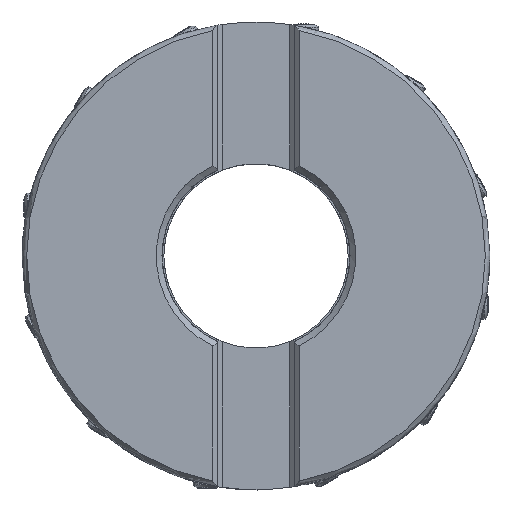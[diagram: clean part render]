
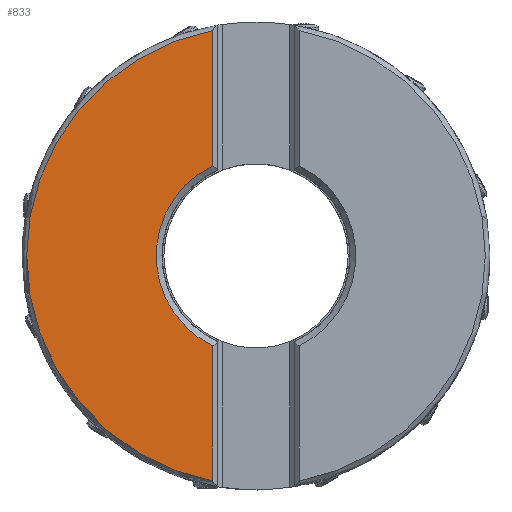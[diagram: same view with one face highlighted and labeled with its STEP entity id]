
A CAD part, top view. The second image highlights one B-rep face of the part: STEP entity #833.
In plain terms, the highlighted planar face has unit normal (0, 0, 1).
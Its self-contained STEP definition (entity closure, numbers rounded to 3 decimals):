
#500=PLANE('',#19400);
#833=ADVANCED_FACE('',(#2327),#500,.T.);
#2327=FACE_OUTER_BOUND('',#3343,.T.);
#3343=EDGE_LOOP('',(#7181,#7182,#7183,#7184,#7185));
#5292=LINE('',#27150,#6224);
#5293=LINE('',#27154,#6225);
#6224=VECTOR('',#21724,1.);
#6225=VECTOR('',#21727,1.);
#7181=ORIENTED_EDGE('',*,*,#15064,.F.);
#7182=ORIENTED_EDGE('',*,*,#15065,.F.);
#7183=ORIENTED_EDGE('',*,*,#15066,.F.);
#7184=ORIENTED_EDGE('',*,*,#15063,.F.);
#7185=ORIENTED_EDGE('',*,*,#15062,.F.);
#13089=VERTEX_POINT('',#27120);
#13091=VERTEX_POINT('',#27145);
#13092=VERTEX_POINT('',#27147);
#13093=VERTEX_POINT('',#27151);
#13094=VERTEX_POINT('',#27153);
#15062=EDGE_CURVE('',#13091,#13092,#18008,.T.);
#15063=EDGE_CURVE('',#13092,#13089,#18009,.T.);
#15064=EDGE_CURVE('',#13093,#13091,#5292,.T.);
#15065=EDGE_CURVE('',#13094,#13093,#18010,.T.);
#15066=EDGE_CURVE('',#13089,#13094,#5293,.T.);
#18008=CIRCLE('',#19396,47.439);
#18009=CIRCLE('',#19397,47.439);
#18010=CIRCLE('',#19399,20.65);
#19396=AXIS2_PLACEMENT_3D('',#27146,#21718,#21719);
#19397=AXIS2_PLACEMENT_3D('',#27148,#21720,#21721);
#19399=AXIS2_PLACEMENT_3D('',#27152,#21725,#21726);
#19400=AXIS2_PLACEMENT_3D('',#27155,#21728,#21729);
#21718=DIRECTION('',(0.,0.,-1.));
#21719=DIRECTION('',(-0.188,-0.982,0.));
#21720=DIRECTION('',(0.,0.,-1.));
#21721=DIRECTION('',(-1.,0.,0.));
#21724=DIRECTION('',(0.,-1.,0.));
#21725=DIRECTION('',(0.,0.,1.));
#21726=DIRECTION('',(-0.433,0.901,0.));
#21727=DIRECTION('',(0.,-1.,0.));
#21728=DIRECTION('',(0.,0.,1.));
#21729=DIRECTION('',(0.,-1.,0.));
#27120=CARTESIAN_POINT('',(-8.937,46.589,0.));
#27145=CARTESIAN_POINT('',(-8.937,-46.589,0.));
#27146=CARTESIAN_POINT('',(0.,0.,0.));
#27147=CARTESIAN_POINT('',(-47.439,0.021,0.));
#27148=CARTESIAN_POINT('',(0.,0.,0.));
#27150=CARTESIAN_POINT('',(-8.937,-18.616,0.));
#27151=CARTESIAN_POINT('',(-8.938,-18.616,0.));
#27152=CARTESIAN_POINT('',(0.,0.,0.));
#27153=CARTESIAN_POINT('',(-8.938,18.616,0.));
#27154=CARTESIAN_POINT('',(-8.938,46.589,0.));
#27155=CARTESIAN_POINT('',(-28.188,0.,0.));
